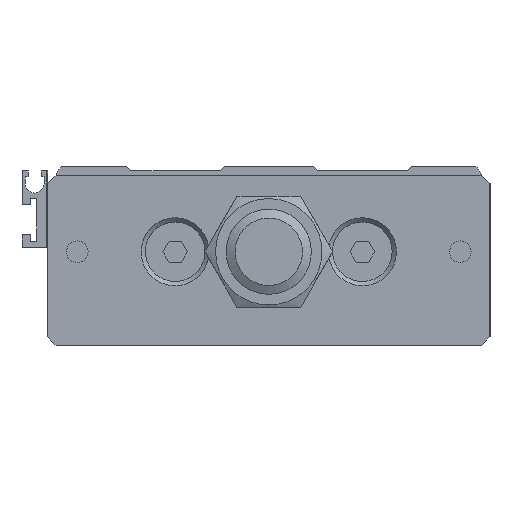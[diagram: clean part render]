
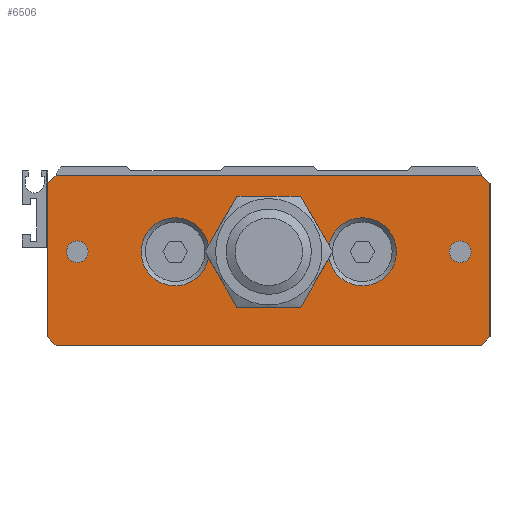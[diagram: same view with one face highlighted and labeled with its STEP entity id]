
A CAD part, left-side view. The second image highlights one B-rep face of the part: STEP entity #6506.
In plain terms, the highlighted planar face has unit normal (-1, 0, 0).
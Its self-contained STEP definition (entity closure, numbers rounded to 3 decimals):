
#5499=CARTESIAN_POINT('',(-20.,-98.,-40.));
#5500=VERTEX_POINT('Vertex270',#5499);
#5507=CARTESIAN_POINT('',(-20.,-98.,-4.));
#5508=VERTEX_POINT('Vertex271',#5507);
#5509=CARTESIAN_POINT('',(-20.,-98.,-22.));
#5510=DIRECTION('',(0.,0.,-1.));
#5511=VECTOR('',#5510,1.);
#5512=LINE('nurbsCrv360',#5509,#5511);
#5513=EDGE_CURVE('Edge360',#5508,#5500,#5512,.T.);
#5676=CARTESIAN_POINT('',(-20.,-164.143,-21.504
));
#5677=VERTEX_POINT('Vertex277',#5676);
#5678=CARTESIAN_POINT('',(-20.,-164.143,-18.496
));
#5679=VERTEX_POINT('Vertex276',#5678);
#5709=CARTESIAN_POINT('',(-20.,-135.857,-18.496
));
#5710=VERTEX_POINT('Vertex280',#5709);
#5711=CARTESIAN_POINT('',(-20.,-135.857,-21.504
));
#5712=VERTEX_POINT('Vertex279',#5711);
#5750=CARTESIAN_POINT('',(-20.,-157.506,-7.));
#5751=VERTEX_POINT('Vertex282',#5750);
#5752=CARTESIAN_POINT('',(-20.,-160.824,-12.748
));
#5753=DIRECTION('',(0.,-0.5,
-0.866));
#5754=VECTOR('',#5753,1.);
#5755=LINE('nurbsCrv377',#5752,#5754);
#5756=EDGE_CURVE('Edge377',#5751,#5679,#5755,.T.);
#5773=CARTESIAN_POINT('',(-20.,-157.506,-33.));
#5774=VERTEX_POINT('Vertex283',#5773);
#5781=CARTESIAN_POINT('',(-20.,-160.824,-27.252
));
#5782=DIRECTION('',(0.,0.5,-0.866)
);
#5783=VECTOR('',#5782,1.);
#5784=LINE('nurbsCrv380',#5781,#5783);
#5785=EDGE_CURVE('Edge380',#5677,#5774,#5784,.T.);
#5798=CARTESIAN_POINT('',(-20.,-142.494,-33.));
#5799=VERTEX_POINT('Vertex284',#5798);
#5806=CARTESIAN_POINT('',(-20.,-150.,-33.));
#5807=DIRECTION('',(0.,1.,0.));
#5808=VECTOR('',#5807,1.);
#5809=LINE('nurbsCrv382',#5806,#5808);
#5810=EDGE_CURVE('Edge382',#5774,#5799,#5809,.T.);
#5829=CARTESIAN_POINT('',(-20.,-139.176,-27.252
));
#5830=DIRECTION('',(0.,0.5,0.866));
#5831=VECTOR('',#5830,1.);
#5832=LINE('nurbsCrv384',#5829,#5831);
#5833=EDGE_CURVE('Edge384',#5799,#5712,#5832,.T.);
#5847=CARTESIAN_POINT('',(-20.,-142.494,-7.));
#5848=VERTEX_POINT('Vertex285',#5847);
#5849=CARTESIAN_POINT('',(-20.,-150.,-7.));
#5850=DIRECTION('',(0.,-1.,0.));
#5851=VECTOR('',#5850,1.);
#5852=LINE('nurbsCrv385',#5849,#5851);
#5853=EDGE_CURVE('Edge385',#5848,#5751,#5852,.T.);
#5871=CARTESIAN_POINT('',(-20.,-139.176,-12.748)
);
#5872=DIRECTION('',(0.,-0.5,0.866));
#5873=VECTOR('',#5872,1.);
#5874=LINE('nurbsCrv387',#5871,#5873);
#5875=EDGE_CURVE('Edge387',#5710,#5848,#5874,.T.);
#6137=CARTESIAN_POINT('',(-20.,-179.857,-18.496
));
#6138=VERTEX_POINT('Vertex354',#6137);
#6139=CARTESIAN_POINT('',(-20.,-172.,-20.));
#6140=DIRECTION('',(1.,0.,0.));
#6141=DIRECTION('',(0.,0.982,0.188)
);
#6142=AXIS2_PLACEMENT_3D('',#6139,#6140,#6141);
#6143=CIRCLE('nurbsCrv1573',#6142,8.);
#6144=EDGE_CURVE('Edge560',#5679,#6138,#6143,.T.);
#6147=CARTESIAN_POINT('',(-20.,-172.,-20.));
#6148=DIRECTION('',(1.,0.,0.));
#6149=DIRECTION('',(0.,-0.982,0.188));
#6150=AXIS2_PLACEMENT_3D('',#6147,#6148,#6149);
#6151=CIRCLE('nurbsCrv1574',#6150,8.);
#6152=EDGE_CURVE('Edge561',#6138,#5677,#6151,.T.);
#6200=CARTESIAN_POINT('',(-20.,-120.143,-18.496
));
#6201=VERTEX_POINT('Vertex356',#6200);
#6202=CARTESIAN_POINT('',(-20.,-128.,-20.));
#6203=DIRECTION('',(1.,0.,0.));
#6204=DIRECTION('',(0.,-0.982,
-0.188));
#6205=AXIS2_PLACEMENT_3D('',#6202,#6203,#6204);
#6206=CIRCLE('nurbsCrv1597',#6205,8.);
#6207=EDGE_CURVE('Edge565',#5712,#6201,#6206,.T.);
#6210=CARTESIAN_POINT('',(-20.,-128.,-20.));
#6211=DIRECTION('',(1.,0.,0.));
#6212=DIRECTION('',(0.,0.982,0.188)
);
#6213=AXIS2_PLACEMENT_3D('',#6210,#6211,#6212);
#6214=CIRCLE('nurbsCrv1598',#6213,8.);
#6215=EDGE_CURVE('Edge566',#6201,#5710,#6214,.T.);
#6249=CARTESIAN_POINT('',(-20.,-105.,-22.55));
#6250=VERTEX_POINT('Vertex300',#6249);
#6251=CARTESIAN_POINT('',(-20.,-105.,-17.45));
#6252=VERTEX_POINT('Vertex358',#6251);
#6253=CARTESIAN_POINT('',(-20.,-105.,-20.));
#6254=DIRECTION('',(1.,0.,0.));
#6255=DIRECTION('',(0.,0.,-1.));
#6256=AXIS2_PLACEMENT_3D('',#6253,#6254,#6255);
#6257=CIRCLE('nurbsCrv1613',#6256,2.55);
#6258=EDGE_CURVE('Edge570',#6250,#6252,#6257,.T.);
#6260=CARTESIAN_POINT('',(-20.,-105.,-20.));
#6261=DIRECTION('',(1.,0.,0.));
#6262=DIRECTION('',(0.,0.,1.));
#6263=AXIS2_PLACEMENT_3D('',#6260,#6261,#6262);
#6264=CIRCLE('nurbsCrv1614',#6263,2.55);
#6265=EDGE_CURVE('Edge571',#6252,#6250,#6264,.T.);
#6295=CARTESIAN_POINT('',(-20.,-195.,-22.55));
#6296=VERTEX_POINT('Vertex302',#6295);
#6297=CARTESIAN_POINT('',(-20.,-195.,-17.45));
#6298=VERTEX_POINT('Vertex360',#6297);
#6299=CARTESIAN_POINT('',(-20.,-195.,-20.));
#6300=DIRECTION('',(1.,0.,0.));
#6301=DIRECTION('',(0.,0.,-1.));
#6302=AXIS2_PLACEMENT_3D('',#6299,#6300,#6301);
#6303=CIRCLE('nurbsCrv1626',#6302,2.55);
#6304=EDGE_CURVE('Edge575',#6296,#6298,#6303,.T.);
#6306=CARTESIAN_POINT('',(-20.,-195.,-20.));
#6307=DIRECTION('',(1.,0.,0.));
#6308=DIRECTION('',(0.,0.,1.));
#6309=AXIS2_PLACEMENT_3D('',#6306,#6307,#6308);
#6310=CIRCLE('nurbsCrv1627',#6309,2.55);
#6311=EDGE_CURVE('Edge576',#6298,#6296,#6310,.T.);
#6331=CARTESIAN_POINT('',(-20.,-100.,-2.));
#6332=VERTEX_POINT('Vertex305',#6331);
#6333=CARTESIAN_POINT('',(-20.,-99.,-3.));
#6334=DIRECTION('',(0.,-0.707,0.707));
#6335=VECTOR('',#6334,1.);
#6336=LINE('nurbsCrv409',#6333,#6335);
#6337=EDGE_CURVE('Edge409',#5508,#6332,#6336,.T.);
#6361=CARTESIAN_POINT('',(-20.,-100.,-42.));
#6362=VERTEX_POINT('Vertex307',#6361);
#6369=CARTESIAN_POINT('',(-20.,-99.,-41.));
#6370=DIRECTION('',(0.,0.707,0.707));
#6371=VECTOR('',#6370,1.);
#6372=LINE('nurbsCrv413',#6369,#6371);
#6373=EDGE_CURVE('Edge413',#6362,#5500,#6372,.T.);
#6392=CARTESIAN_POINT('',(-20.,-200.,-42.));
#6393=VERTEX_POINT('Vertex309',#6392);
#6400=CARTESIAN_POINT('',(-20.,-150.,-42.));
#6401=DIRECTION('',(0.,1.,0.));
#6402=VECTOR('',#6401,1.);
#6403=LINE('nurbsCrv416',#6400,#6402);
#6404=EDGE_CURVE('Edge416',#6393,#6362,#6403,.T.);
#6429=CARTESIAN_POINT('',(-20.,-202.,-40.));
#6430=VERTEX_POINT('Vertex311',#6429);
#6437=CARTESIAN_POINT('',(-20.,-201.,-41.));
#6438=DIRECTION('',(0.,-0.707,0.707));
#6439=VECTOR('',#6438,1.);
#6440=LINE('nurbsCrv419',#6437,#6439);
#6441=EDGE_CURVE('Edge419',#6393,#6430,#6440,.T.);
#6452=CARTESIAN_POINT('',(-20.,-200.,-2.));
#6453=VERTEX_POINT('Vertex313',#6452);
#6454=CARTESIAN_POINT('',(-20.,-202.,-4.));
#6455=VERTEX_POINT('Vertex312',#6454);
#6456=CARTESIAN_POINT('',(-20.,-201.,-3.));
#6457=DIRECTION('',(0.,-0.707,-0.707));
#6458=VECTOR('',#6457,1.);
#6459=LINE('nurbsCrv420',#6456,#6458);
#6460=EDGE_CURVE('Edge420',#6453,#6455,#6459,.T.);
#6461=ORIENTED_EDGE('Edgeuse817',*,*,#6460,.F.);
#6462=CARTESIAN_POINT('',(-20.,-150.,-2.));
#6463=DIRECTION('',(0.,1.,0.));
#6464=VECTOR('',#6463,1.);
#6465=LINE('nurbsCrv421',#6462,#6464);
#6466=EDGE_CURVE('Edge421',#6453,#6332,#6465,.T.);
#6467=ORIENTED_EDGE('Edgeuse818',*,*,#6466,.T.);
#6468=ORIENTED_EDGE('Edgeuse819',*,*,#6337,.F.);
#6469=ORIENTED_EDGE('Edgeuse820',*,*,#5513,.T.);
#6470=ORIENTED_EDGE('Edgeuse821',*,*,#6373,.F.);
#6471=ORIENTED_EDGE('Edgeuse822',*,*,#6404,.F.);
#6472=ORIENTED_EDGE('Edgeuse823',*,*,#6441,.T.);
#6473=CARTESIAN_POINT('',(-20.,-202.,-22.));
#6474=DIRECTION('',(0.,0.,-1.));
#6475=VECTOR('',#6474,1.);
#6476=LINE('nurbsCrv422',#6473,#6475);
#6477=EDGE_CURVE('Edge422',#6455,#6430,#6476,.T.);
#6478=ORIENTED_EDGE('Edgeuse824',*,*,#6477,.F.);
#6479=EDGE_LOOP('',(#6461,#6467,#6468,#6469,#6470,#6471,#6472,#6478));
#6480=FACE_OUTER_BOUND('',#6479,.T.);
#6481=ORIENTED_EDGE('Edgeuse1150',*,*,#6304,.T.);
#6482=ORIENTED_EDGE('Edgeuse1152',*,*,#6311,.T.);
#6483=EDGE_LOOP('',(#6481,#6482));
#6484=FACE_BOUND('',#6483,.T.);
#6485=ORIENTED_EDGE('Edgeuse1140',*,*,#6258,.T.);
#6486=ORIENTED_EDGE('Edgeuse1142',*,*,#6265,.T.);
#6487=EDGE_LOOP('',(#6485,#6486));
#6488=FACE_BOUND('',#6487,.T.);
#6489=ORIENTED_EDGE('Edgeuse809',*,*,#5875,.T.);
#6490=ORIENTED_EDGE('Edgeuse810',*,*,#5853,.T.);
#6491=ORIENTED_EDGE('Edgeuse811',*,*,#5756,.T.);
#6492=ORIENTED_EDGE('Edgeuse1120',*,*,#6144,.T.);
#6493=ORIENTED_EDGE('Edgeuse1122',*,*,#6152,.T.);
#6494=ORIENTED_EDGE('Edgeuse813',*,*,#5785,.T.);
#6495=ORIENTED_EDGE('Edgeuse814',*,*,#5810,.T.);
#6496=ORIENTED_EDGE('Edgeuse815',*,*,#5833,.T.);
#6497=ORIENTED_EDGE('Edgeuse1130',*,*,#6207,.T.);
#6498=ORIENTED_EDGE('Edgeuse1132',*,*,#6215,.T.);
#6499=EDGE_LOOP('',(#6489,#6490,#6491,#6492,#6493,#6494,#6495,#6496,#6497,#6498
));
#6500=FACE_BOUND('',#6499,.T.);
#6501=CARTESIAN_POINT('',(-20.,-150.,-22.));
#6502=DIRECTION('',(-1.,0.,0.));
#6503=DIRECTION('',(0.,0.,1.));
#6504=AXIS2_PLACEMENT_3D('',#6501,#6502,#6503);
#6505=PLANE('nurbsSrf211',#6504);
#6506=ADVANCED_FACE('Face211',(#6480,#6484,#6488,#6500),#6505,.T.);
